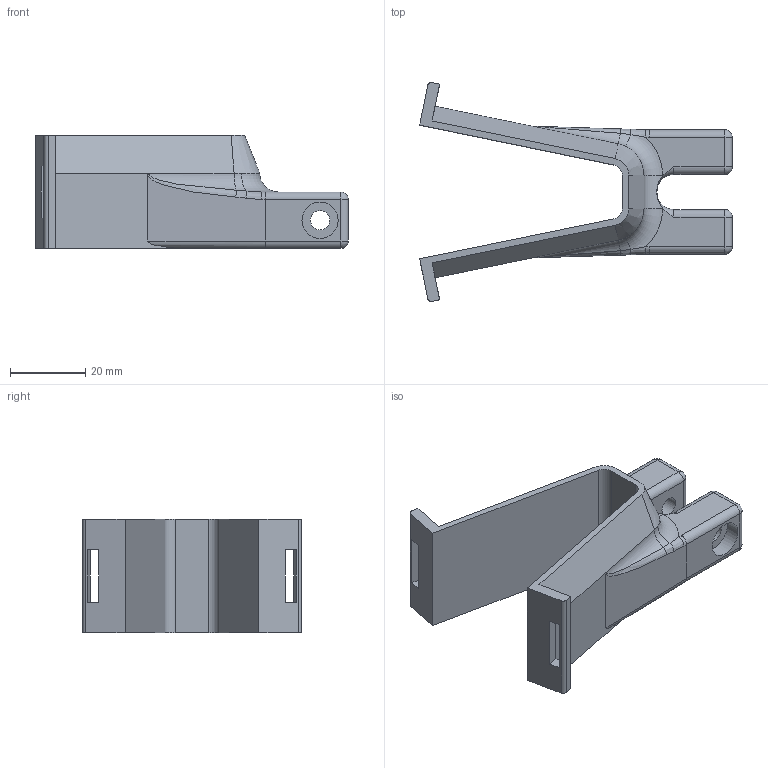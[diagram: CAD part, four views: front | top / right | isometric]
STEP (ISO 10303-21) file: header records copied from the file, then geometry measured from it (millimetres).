
FILE_DESCRIPTION(/* description */ (''),/* implementation_level */ '2;1');
FILE_NAME(/* name */ 'Life Fitness IC8.step',/* time_stamp */ '2024-10-05T20:16:00-05:00',/* author */ (''),/* organization */ (''),/* preprocessor_version */ 'ST-DEVELOPER v20',/* originating_system */ 'Autodesk Translation Framework v13.14.0.145',/* authorisation */ '');
FILE_SCHEMA (('AUTOMOTIVE_DESIGN { 1 0 10303 214 3 1 1 }'));
Length unit declared in the file: millimetre
Products named in the file (1): Life Fitness IC7
Bounding box: 82.94 x 58.05 x 30 mm (x, y, z)
Volume: 31197.8 mm3; surface area: 12946.2 mm2
Topology: 1 solids, 1 shells, 101 faces, 247 edges, 148 vertices
Faces by surface type: plane 43, cylinder 32, bspline 8, torus 8, sphere 8, cone 2
Full cylindrical faces by diameter (mm): 5.1 x2, 9.6 x1
Entity records: 3145 total; most frequent: CARTESIAN_POINT 727, DIRECTION 501, ORIENTED_EDGE 490, EDGE_CURVE 245, AXIS2_PLACEMENT_3D 178, VERTEX_POINT 148, LINE 145, VECTOR 145
